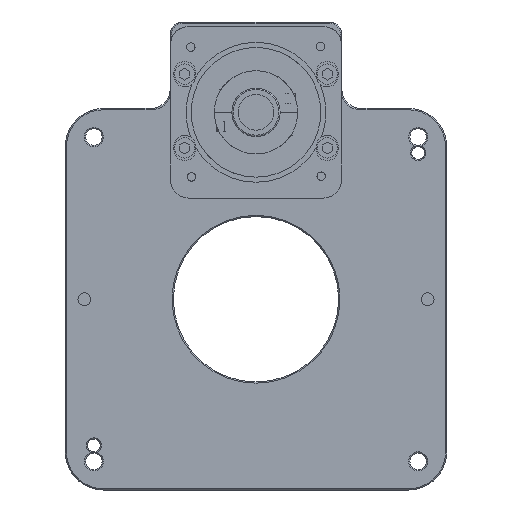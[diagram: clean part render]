
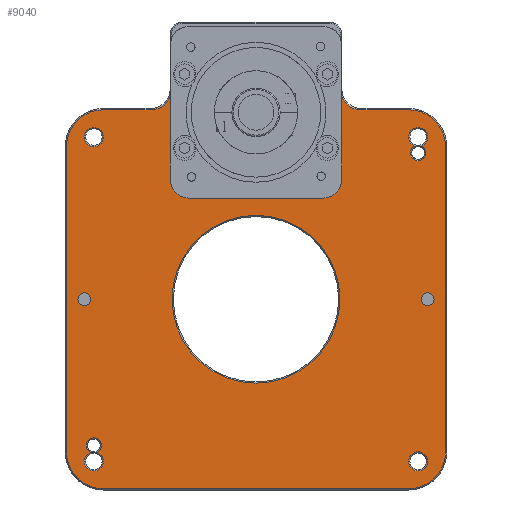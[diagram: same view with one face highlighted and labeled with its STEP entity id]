
A CAD part, front view. The second image highlights one B-rep face of the part: STEP entity #9040.
In plain terms, the highlighted planar face has unit normal (0, -1, 0).
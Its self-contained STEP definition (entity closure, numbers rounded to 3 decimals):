
#148=PLANE('',#9576);
#395=CIRCLE('',#9443,15.);
#397=CIRCLE('',#9447,15.);
#400=CIRCLE('',#9453,29.);
#401=CIRCLE('',#9455,29.);
#404=CIRCLE('',#9461,29.);
#405=CIRCLE('',#9463,29.);
#408=CIRCLE('',#9469,16.);
#409=CIRCLE('',#9471,16.);
#471=CIRCLE('',#9577,7.5);
#472=CIRCLE('',#9578,7.5);
#473=CIRCLE('',#9579,66.);
#474=CIRCLE('',#9580,6.);
#475=CIRCLE('',#9581,7.5);
#476=CIRCLE('',#9582,7.5);
#477=CIRCLE('',#9583,6.);
#478=CIRCLE('',#9584,5.);
#479=CIRCLE('',#9585,5.);
#1242=ORIENTED_EDGE('',*,*,#2805,.T.);
#1243=ORIENTED_EDGE('',*,*,#2762,.F.);
#1244=ORIENTED_EDGE('',*,*,#2765,.F.);
#1245=ORIENTED_EDGE('',*,*,#2768,.F.);
#1246=ORIENTED_EDGE('',*,*,#2770,.F.);
#1247=ORIENTED_EDGE('',*,*,#2616,.F.);
#1248=ORIENTED_EDGE('',*,*,#2803,.T.);
#1249=ORIENTED_EDGE('',*,*,#2797,.T.);
#1250=ORIENTED_EDGE('',*,*,#2791,.T.);
#1251=ORIENTED_EDGE('',*,*,#2785,.T.);
#1252=ORIENTED_EDGE('',*,*,#2779,.T.);
#1253=ORIENTED_EDGE('',*,*,#2774,.T.);
#1254=ORIENTED_EDGE('',*,*,#2781,.T.);
#1255=ORIENTED_EDGE('',*,*,#2787,.T.);
#1256=ORIENTED_EDGE('',*,*,#2793,.T.);
#1257=ORIENTED_EDGE('',*,*,#2799,.T.);
#1258=ORIENTED_EDGE('',*,*,#2908,.T.);
#1259=ORIENTED_EDGE('',*,*,#2909,.T.);
#1260=ORIENTED_EDGE('',*,*,#2910,.T.);
#1261=ORIENTED_EDGE('',*,*,#2911,.T.);
#1262=ORIENTED_EDGE('',*,*,#2912,.T.);
#1263=ORIENTED_EDGE('',*,*,#2913,.T.);
#1264=ORIENTED_EDGE('',*,*,#2914,.T.);
#1265=ORIENTED_EDGE('',*,*,#2915,.F.);
#1266=ORIENTED_EDGE('',*,*,#2916,.F.);
#2616=EDGE_CURVE('',#3492,#3493,#4062,.T.);
#2762=EDGE_CURVE('',#3634,#3635,#4069,.T.);
#2765=EDGE_CURVE('',#3636,#3634,#395,.T.);
#2768=EDGE_CURVE('',#3638,#3636,#4073,.T.);
#2770=EDGE_CURVE('',#3493,#3638,#397,.T.);
#2774=EDGE_CURVE('',#3642,#3641,#4077,.T.);
#2779=EDGE_CURVE('',#3644,#3642,#400,.T.);
#2781=EDGE_CURVE('',#3641,#3647,#401,.T.);
#2785=EDGE_CURVE('',#3648,#3644,#4084,.T.);
#2787=EDGE_CURVE('',#3647,#3651,#4086,.T.);
#2791=EDGE_CURVE('',#3652,#3648,#404,.T.);
#2793=EDGE_CURVE('',#3651,#3655,#405,.T.);
#2797=EDGE_CURVE('',#3656,#3652,#4092,.T.);
#2799=EDGE_CURVE('',#3655,#3659,#4094,.T.);
#2803=EDGE_CURVE('',#3492,#3656,#408,.T.);
#2805=EDGE_CURVE('',#3659,#3635,#409,.T.);
#2908=EDGE_CURVE('',#3736,#3736,#471,.T.);
#2909=EDGE_CURVE('',#3737,#3737,#472,.T.);
#2910=EDGE_CURVE('',#3738,#3738,#473,.T.);
#2911=EDGE_CURVE('',#3739,#3740,#474,.T.);
#2912=EDGE_CURVE('',#3740,#3739,#475,.T.);
#2913=EDGE_CURVE('',#3741,#3742,#476,.T.);
#2914=EDGE_CURVE('',#3742,#3741,#477,.T.);
#2915=EDGE_CURVE('',#3743,#3743,#478,.T.);
#2916=EDGE_CURVE('',#3744,#3744,#479,.T.);
#3492=VERTEX_POINT('',#11827);
#3493=VERTEX_POINT('',#11831);
#3634=VERTEX_POINT('',#12921);
#3635=VERTEX_POINT('',#12922);
#3636=VERTEX_POINT('',#12927);
#3638=VERTEX_POINT('',#12933);
#3641=VERTEX_POINT('',#12944);
#3642=VERTEX_POINT('',#12946);
#3644=VERTEX_POINT('',#12952);
#3647=VERTEX_POINT('',#12959);
#3648=VERTEX_POINT('',#12964);
#3651=VERTEX_POINT('',#12971);
#3652=VERTEX_POINT('',#12976);
#3655=VERTEX_POINT('',#12983);
#3656=VERTEX_POINT('',#12988);
#3659=VERTEX_POINT('',#12995);
#3736=VERTEX_POINT('',#13228);
#3737=VERTEX_POINT('',#13230);
#3738=VERTEX_POINT('',#13232);
#3739=VERTEX_POINT('',#13234);
#3740=VERTEX_POINT('',#13235);
#3741=VERTEX_POINT('',#13238);
#3742=VERTEX_POINT('',#13239);
#3743=VERTEX_POINT('',#13242);
#3744=VERTEX_POINT('',#13244);
#4062=LINE('',#11830,#4552);
#4069=LINE('',#12920,#4559);
#4073=LINE('',#12932,#4563);
#4077=LINE('',#12945,#4567);
#4084=LINE('',#12967,#4574);
#4086=LINE('',#12972,#4576);
#4092=LINE('',#12991,#4582);
#4094=LINE('',#12996,#4584);
#4552=VECTOR('',#10098,1000.);
#4559=VECTOR('',#10121,1000.);
#4563=VECTOR('',#10133,1000.);
#4567=VECTOR('',#10147,1000.);
#4574=VECTOR('',#10168,1000.);
#4576=VECTOR('',#10172,1000.);
#4582=VECTOR('',#10192,1000.);
#4584=VECTOR('',#10196,1000.);
#5143=EDGE_LOOP('',(#1242,#1243,#1244,#1245,#1246,#1247,#1248,#1249,#1250,
#1251,#1252,#1253,#1254,#1255,#1256,#1257));
#5144=EDGE_LOOP('',(#1258));
#5145=EDGE_LOOP('',(#1259));
#5146=EDGE_LOOP('',(#1260));
#5147=EDGE_LOOP('',(#1261,#1262));
#5148=EDGE_LOOP('',(#1263,#1264));
#5149=EDGE_LOOP('',(#1265));
#5150=EDGE_LOOP('',(#1266));
#5687=FACE_BOUND('',#5143,.T.);
#5688=FACE_BOUND('',#5144,.T.);
#5689=FACE_BOUND('',#5145,.T.);
#5690=FACE_BOUND('',#5146,.T.);
#5691=FACE_BOUND('',#5147,.T.);
#5692=FACE_BOUND('',#5148,.T.);
#5693=FACE_BOUND('',#5149,.T.);
#5694=FACE_BOUND('',#5150,.T.);
#9040=ADVANCED_FACE('',(#5687,#5688,#5689,#5690,#5691,#5692,#5693,#5694),
#148,.T.);
#9443=AXIS2_PLACEMENT_3D('',#12926,#10126,#10127);
#9447=AXIS2_PLACEMENT_3D('',#12936,#10137,#10138);
#9453=AXIS2_PLACEMENT_3D('',#12955,#10155,#10156);
#9455=AXIS2_PLACEMENT_3D('',#12960,#10160,#10161);
#9461=AXIS2_PLACEMENT_3D('',#12979,#10179,#10180);
#9463=AXIS2_PLACEMENT_3D('',#12984,#10184,#10185);
#9469=AXIS2_PLACEMENT_3D('',#13002,#10203,#10204);
#9471=AXIS2_PLACEMENT_3D('',#13006,#10208,#10209);
#9576=AXIS2_PLACEMENT_3D('',#13226,#10459,#10460);
#9577=AXIS2_PLACEMENT_3D('',#13227,#10461,#10462);
#9578=AXIS2_PLACEMENT_3D('',#13229,#10463,#10464);
#9579=AXIS2_PLACEMENT_3D('',#13231,#10465,#10466);
#9580=AXIS2_PLACEMENT_3D('',#13233,#10467,#10468);
#9581=AXIS2_PLACEMENT_3D('',#13236,#10469,#10470);
#9582=AXIS2_PLACEMENT_3D('',#13237,#10471,#10472);
#9583=AXIS2_PLACEMENT_3D('',#13240,#10473,#10474);
#9584=AXIS2_PLACEMENT_3D('',#13241,#10475,#10476);
#9585=AXIS2_PLACEMENT_3D('',#13243,#10477,#10478);
#10098=DIRECTION('',(0.,0.,-1.));
#10121=DIRECTION('',(0.,0.,1.));
#10126=DIRECTION('',(0.,-1.,0.));
#10127=DIRECTION('',(0.,0.,1.));
#10133=DIRECTION('',(1.,0.,0.));
#10137=DIRECTION('',(0.,-1.,0.));
#10138=DIRECTION('',(0.,0.,1.));
#10147=DIRECTION('',(1.,0.,0.));
#10155=DIRECTION('',(0.,-1.,0.));
#10156=DIRECTION('',(0.,0.,-1.));
#10160=DIRECTION('',(0.,-1.,0.));
#10161=DIRECTION('',(0.,0.,-1.));
#10168=DIRECTION('',(0.,0.,-1.));
#10172=DIRECTION('',(0.,0.,1.));
#10179=DIRECTION('',(0.,-1.,0.));
#10180=DIRECTION('',(0.,0.,-1.));
#10184=DIRECTION('',(0.,-1.,0.));
#10185=DIRECTION('',(0.,0.,-1.));
#10192=DIRECTION('',(-1.,0.,0.));
#10196=DIRECTION('',(-1.,0.,0.));
#10203=DIRECTION('',(0.,1.,0.));
#10204=DIRECTION('',(0.,0.,-1.));
#10208=DIRECTION('',(0.,1.,0.));
#10209=DIRECTION('',(0.,0.,-1.));
#10459=DIRECTION('',(0.,-1.,0.));
#10460=DIRECTION('',(0.,0.,-1.));
#10461=DIRECTION('',(0.,1.,0.));
#10462=DIRECTION('',(0.,0.,-1.));
#10463=DIRECTION('',(0.,1.,0.));
#10464=DIRECTION('',(0.,0.,-1.));
#10465=DIRECTION('',(0.,1.,0.));
#10466=DIRECTION('',(0.,0.,-1.));
#10467=DIRECTION('',(0.,1.,0.));
#10468=DIRECTION('',(0.,0.,-1.));
#10469=DIRECTION('',(0.,1.,0.));
#10470=DIRECTION('',(0.,0.,-1.));
#10471=DIRECTION('',(0.,1.,0.));
#10472=DIRECTION('',(0.,0.,-1.));
#10473=DIRECTION('',(0.,1.,0.));
#10474=DIRECTION('',(0.,0.,-1.));
#10475=DIRECTION('',(0.,-1.,0.));
#10476=DIRECTION('',(0.,0.,-1.));
#10477=DIRECTION('',(0.,-1.,0.));
#10478=DIRECTION('',(0.,0.,-1.));
#11827=CARTESIAN_POINT('',(-67.5,0.,159.432));
#11830=CARTESIAN_POINT('',(-67.5,0.,199.5));
#11831=CARTESIAN_POINT('',(-67.5,0.,94.5));
#12920=CARTESIAN_POINT('',(67.5,0.,199.5));
#12921=CARTESIAN_POINT('',(67.5,0.,94.5));
#12922=CARTESIAN_POINT('',(67.5,0.,159.432));
#12926=CARTESIAN_POINT('',(52.5,0.,94.5));
#12927=CARTESIAN_POINT('',(52.5,0.,79.5));
#12932=CARTESIAN_POINT('',(-52.5,0.,79.5));
#12933=CARTESIAN_POINT('',(-52.5,0.,79.5));
#12936=CARTESIAN_POINT('',(-52.5,0.,94.5));
#12944=CARTESIAN_POINT('',(120.,0.,-149.));
#12945=CARTESIAN_POINT('',(120.,0.,-149.));
#12946=CARTESIAN_POINT('',(-120.,0.,-149.));
#12952=CARTESIAN_POINT('',(-149.,0.,-120.));
#12955=CARTESIAN_POINT('',(-120.,0.,-120.));
#12959=CARTESIAN_POINT('',(149.,0.,-120.));
#12960=CARTESIAN_POINT('',(120.,0.,-120.));
#12964=CARTESIAN_POINT('',(-149.,0.,120.));
#12967=CARTESIAN_POINT('',(-149.,0.,-120.));
#12971=CARTESIAN_POINT('',(149.,0.,120.));
#12972=CARTESIAN_POINT('',(149.,0.,120.));
#12976=CARTESIAN_POINT('',(-120.,0.,149.));
#12979=CARTESIAN_POINT('',(-120.,0.,120.));
#12983=CARTESIAN_POINT('',(120.,0.,149.));
#12984=CARTESIAN_POINT('',(120.,0.,120.));
#12988=CARTESIAN_POINT('',(-82.5,0.,149.));
#12991=CARTESIAN_POINT('',(-120.,0.,149.));
#12995=CARTESIAN_POINT('',(82.5,0.,149.));
#12996=CARTESIAN_POINT('',(82.5,0.,149.));
#13002=CARTESIAN_POINT('',(-82.5,0.,165.));
#13006=CARTESIAN_POINT('',(82.5,0.,165.));
#13226=CARTESIAN_POINT('',(120.,0.,-120.));
#13227=CARTESIAN_POINT('',(-127.5,0.,127.5));
#13228=CARTESIAN_POINT('',(-127.5,0.,120.));
#13229=CARTESIAN_POINT('',(127.5,0.,-127.5));
#13230=CARTESIAN_POINT('',(127.5,0.,-135.));
#13231=CARTESIAN_POINT('',(0.,0.,0.));
#13232=CARTESIAN_POINT('',(0.,0.,-66.));
#13233=CARTESIAN_POINT('',(-127.5,0.,-115.));
#13234=CARTESIAN_POINT('',(-130.031,0.,-120.44));
#13235=CARTESIAN_POINT('',(-124.969,0.,-120.44));
#13236=CARTESIAN_POINT('',(-127.5,0.,-127.5));
#13237=CARTESIAN_POINT('',(127.5,0.,127.5));
#13238=CARTESIAN_POINT('',(124.969,0.,120.44));
#13239=CARTESIAN_POINT('',(130.031,0.,120.44));
#13240=CARTESIAN_POINT('',(127.5,0.,115.));
#13241=CARTESIAN_POINT('',(-135.,0.,0.));
#13242=CARTESIAN_POINT('',(-135.,0.,-5.));
#13243=CARTESIAN_POINT('',(135.,0.,0.));
#13244=CARTESIAN_POINT('',(135.,0.,-5.));
